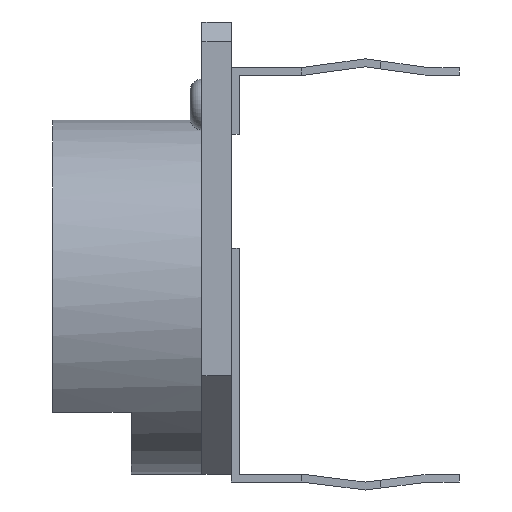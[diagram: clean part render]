
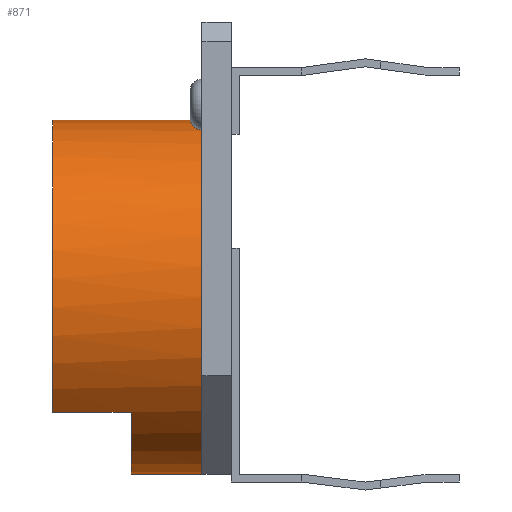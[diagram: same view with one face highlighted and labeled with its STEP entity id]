
A CAD part, left-side view. The second image highlights one B-rep face of the part: STEP entity #871.
In plain terms, the highlighted cylindrical face has radius 4.5 mm (diameter 9 mm), a partial arc.
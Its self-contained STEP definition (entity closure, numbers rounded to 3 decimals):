
#50 = CARTESIAN_POINT ( 'NONE',  ( 0., 2.55, -1.25 ) ) ;
#129 = CARTESIAN_POINT ( 'NONE',  ( 0., 4.55, -1.25 ) ) ;
#405 = VERTEX_POINT ( 'NONE', #1600 ) ;
#421 = DIRECTION ( 'NONE',  ( 0., 0., -1. ) ) ;
#495 = DIRECTION ( 'NONE',  ( 0., 0., 1. ) ) ;
#549 = DIRECTION ( 'NONE',  ( 0., 1., 0. ) ) ;
#605 = DIRECTION ( 'NONE',  ( 0., -1., 0. ) ) ;
#611 = DIRECTION ( 'NONE',  ( 0., 0., -1. ) ) ;
#623 = CARTESIAN_POINT ( 'NONE',  ( 0., 4.55, 3.25 ) ) ;
#638 = EDGE_LOOP ( 'NONE', ( #4504, #3019, #1175, #4286, #2552, #3610, #4052 ) ) ;
#871 = ADVANCED_FACE ( 'NONE', ( #1842 ), #1482, .T. ) ;
#962 = CARTESIAN_POINT ( 'NONE',  ( -4.5, 0.75, -1.25 ) ) ;
#1175 = ORIENTED_EDGE ( 'NONE', *, *, #1279, .F. ) ;
#1242 = CARTESIAN_POINT ( 'NONE',  ( -3.418, 2.55, -4.177 ) ) ;
#1279 = EDGE_CURVE ( 'NONE', #1967, #3447, #1909, .T. ) ;
#1314 = AXIS2_PLACEMENT_3D ( 'NONE', #1638, #4270, #2016 ) ;
#1335 = DIRECTION ( 'NONE',  ( 0., -1., 0. ) ) ;
#1465 = AXIS2_PLACEMENT_3D ( 'NONE', #2112, #4729, #2480 ) ;
#1472 = CARTESIAN_POINT ( 'NONE',  ( 0., 4.55, 3.25 ) ) ;
#1482 = CYLINDRICAL_SURFACE ( 'NONE', #4752, 4.5 ) ;
#1600 = CARTESIAN_POINT ( 'NONE',  ( 0., 2.55, -5.75 ) ) ;
#1638 = CARTESIAN_POINT ( 'NONE',  ( 0., 0.75, -1.25 ) ) ;
#1679 = EDGE_CURVE ( 'NONE', #3984, #4543, #1778, .T. ) ;
#1687 = CARTESIAN_POINT ( 'NONE',  ( -3.418, 2.55, -4.177 ) ) ;
#1778 = LINE ( 'NONE', #1472, #3759 ) ;
#1836 = LINE ( 'NONE', #3599, #4728 ) ;
#1842 = FACE_OUTER_BOUND ( 'NONE', #638, .T. ) ;
#1909 = LINE ( 'NONE', #1687, #3933 ) ;
#1944 = CARTESIAN_POINT ( 'NONE',  ( -3.418, 4.55, -4.177 ) ) ;
#1967 = VERTEX_POINT ( 'NONE', #1242 ) ;
#2016 = DIRECTION ( 'NONE',  ( 0., 0., 1. ) ) ;
#2093 = CIRCLE ( 'NONE', #1465, 4.5 ) ;
#2112 = CARTESIAN_POINT ( 'NONE',  ( 0., 0.75, -1.25 ) ) ;
#2480 = DIRECTION ( 'NONE',  ( 0., 0., 1. ) ) ;
#2539 = EDGE_CURVE ( 'NONE', #405, #1967, #4674, .T. ) ;
#2552 = ORIENTED_EDGE ( 'NONE', *, *, #2887, .T. ) ;
#2644 = DIRECTION ( 'NONE',  ( 0., 1., 0. ) ) ;
#2701 = EDGE_CURVE ( 'NONE', #3930, #4543, #3485, .T. ) ;
#2722 = DIRECTION ( 'NONE',  ( 0., 1., 0. ) ) ;
#2800 = AXIS2_PLACEMENT_3D ( 'NONE', #50, #2644, #421 ) ;
#2834 = CARTESIAN_POINT ( 'NONE',  ( 0., 4.55, -1.25 ) ) ;
#2853 = CIRCLE ( 'NONE', #3690, 4.5 ) ;
#2885 = EDGE_CURVE ( 'NONE', #4234, #3930, #2093, .T. ) ;
#2887 = EDGE_CURVE ( 'NONE', #405, #4234, #1836, .T. ) ;
#3019 = ORIENTED_EDGE ( 'NONE', *, *, #4813, .F. ) ;
#3307 = CARTESIAN_POINT ( 'NONE',  ( 0., 0.75, -5.75 ) ) ;
#3447 = VERTEX_POINT ( 'NONE', #1944 ) ;
#3485 = CIRCLE ( 'NONE', #1314, 4.5 ) ;
#3599 = CARTESIAN_POINT ( 'NONE',  ( 0., 4.55, -5.75 ) ) ;
#3610 = ORIENTED_EDGE ( 'NONE', *, *, #2885, .T. ) ;
#3690 = AXIS2_PLACEMENT_3D ( 'NONE', #129, #2722, #495 ) ;
#3759 = VECTOR ( 'NONE', #4117, 1000. ) ;
#3930 = VERTEX_POINT ( 'NONE', #962 ) ;
#3933 = VECTOR ( 'NONE', #549, 1000. ) ;
#3984 = VERTEX_POINT ( 'NONE', #623 ) ;
#4052 = ORIENTED_EDGE ( 'NONE', *, *, #2701, .T. ) ;
#4117 = DIRECTION ( 'NONE',  ( 0., -1., 0. ) ) ;
#4234 = VERTEX_POINT ( 'NONE', #3307 ) ;
#4270 = DIRECTION ( 'NONE',  ( 0., 1., 0. ) ) ;
#4286 = ORIENTED_EDGE ( 'NONE', *, *, #2539, .F. ) ;
#4300 = CARTESIAN_POINT ( 'NONE',  ( 0., 0.75, 3.25 ) ) ;
#4504 = ORIENTED_EDGE ( 'NONE', *, *, #1679, .F. ) ;
#4543 = VERTEX_POINT ( 'NONE', #4300 ) ;
#4674 = CIRCLE ( 'NONE', #2800, 4.5 ) ;
#4728 = VECTOR ( 'NONE', #605, 1000. ) ;
#4729 = DIRECTION ( 'NONE',  ( 0., 1., 0. ) ) ;
#4752 = AXIS2_PLACEMENT_3D ( 'NONE', #2834, #1335, #611 ) ;
#4813 = EDGE_CURVE ( 'NONE', #3447, #3984, #2853, .T. ) ;
